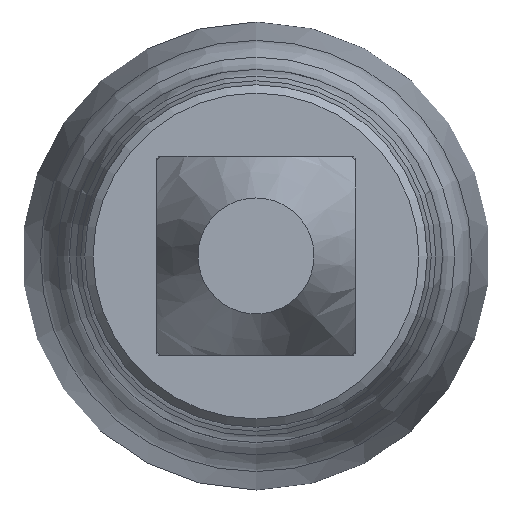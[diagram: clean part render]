
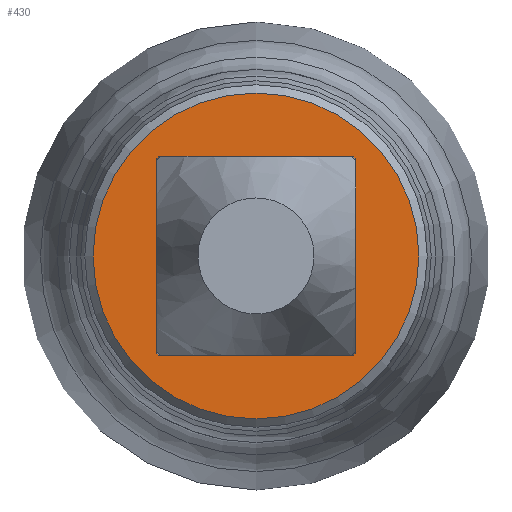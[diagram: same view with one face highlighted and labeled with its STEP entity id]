
A CAD part, left-side view. The second image highlights one B-rep face of the part: STEP entity #430.
In plain terms, the highlighted planar face has unit normal (-1, 0, 0).
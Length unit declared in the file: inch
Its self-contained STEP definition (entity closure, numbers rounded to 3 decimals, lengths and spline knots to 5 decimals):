
#7 = AXIS2_PLACEMENT_3D ( 'NONE', #120, #410, #777 ) ;
#65 = DIRECTION ( 'NONE',  ( 0., -1., 0. ) ) ;
#87 = DIRECTION ( 'NONE',  ( 0., 0., -1. ) ) ;
#88 = ORIENTED_EDGE ( 'NONE', *, *, #555, .F. ) ;
#90 = EDGE_LOOP ( 'NONE', ( #1092, #746, #419, #346, #88, #453, #340, #990 ) ) ;
#93 = DIRECTION ( 'NONE',  ( -1., 0., 0. ) ) ;
#104 = DIRECTION ( 'NONE',  ( 0., 1., 0. ) ) ;
#118 = AXIS2_PLACEMENT_3D ( 'NONE', #364, #548, #799 ) ;
#120 = CARTESIAN_POINT ( 'NONE',  ( 0., -0.01153, 0.01153 ) ) ;
#121 = CARTESIAN_POINT ( 'NONE',  ( 0., 0.01203, 0.01153 ) ) ;
#149 = LINE ( 'NONE', #913, #378 ) ;
#157 = CIRCLE ( 'NONE', #7, 0.0005 ) ;
#181 = FACE_OUTER_BOUND ( 'NONE', #1179, .T. ) ;
#218 = VERTEX_POINT ( 'NONE', #665 ) ;
#250 = CARTESIAN_POINT ( 'NONE',  ( 0., 0.01153, -0.01153 ) ) ;
#253 = CARTESIAN_POINT ( 'NONE',  ( 0., 0.01153, 0.01153 ) ) ;
#288 = CARTESIAN_POINT ( 'NONE',  ( 0., 0.018, 0. ) ) ;
#340 = ORIENTED_EDGE ( 'NONE', *, *, #417, .F. ) ;
#346 = ORIENTED_EDGE ( 'NONE', *, *, #1021, .F. ) ;
#364 = CARTESIAN_POINT ( 'NONE',  ( 0., 0., 0. ) ) ;
#370 = CARTESIAN_POINT ( 'NONE',  ( 0., -0.01153, -0.01153 ) ) ;
#377 = PLANE ( 'NONE',  #526 ) ;
#378 = VECTOR ( 'NONE', #65, 39.37008 ) ;
#394 = CIRCLE ( 'NONE', #899, 0.0005 ) ;
#410 = DIRECTION ( 'NONE',  ( -1., 0., 0. ) ) ;
#411 = CARTESIAN_POINT ( 'NONE',  ( 0., -0.01153, -0.01203 ) ) ;
#417 = EDGE_CURVE ( 'NONE', #1064, #962, #394, .T. ) ;
#419 = ORIENTED_EDGE ( 'NONE', *, *, #479, .F. ) ;
#430 = ADVANCED_FACE ( 'NONE', ( #181, #745 ), #377, .F. ) ;
#453 = ORIENTED_EDGE ( 'NONE', *, *, #840, .F. ) ;
#479 = EDGE_CURVE ( 'NONE', #540, #1039, #855, .T. ) ;
#487 = AXIS2_PLACEMENT_3D ( 'NONE', #253, #620, #1015 ) ;
#500 = CIRCLE ( 'NONE', #118, 0.01965 ) ;
#509 = LINE ( 'NONE', #528, #1027 ) ;
#526 = AXIS2_PLACEMENT_3D ( 'NONE', #288, #1029, #660 ) ;
#528 = CARTESIAN_POINT ( 'NONE',  ( 0., -0.01203, 0. ) ) ;
#532 = EDGE_CURVE ( 'NONE', #976, #1064, #149, .T. ) ;
#540 = VERTEX_POINT ( 'NONE', #624 ) ;
#548 = DIRECTION ( 'NONE',  ( -1., 0., 0. ) ) ;
#555 = EDGE_CURVE ( 'NONE', #218, #1055, #157, .T. ) ;
#579 = EDGE_CURVE ( 'NONE', #1073, #976, #1009, .T. ) ;
#593 = CARTESIAN_POINT ( 'NONE',  ( 0., 0.01203, -0.01153 ) ) ;
#612 = DIRECTION ( 'NONE',  ( 0., 0., -1. ) ) ;
#620 = DIRECTION ( 'NONE',  ( -1., 0., 0. ) ) ;
#624 = CARTESIAN_POINT ( 'NONE',  ( 0., 0.01153, 0.01203 ) ) ;
#646 = CARTESIAN_POINT ( 'NONE',  ( 0., 0.01203, 0. ) ) ;
#660 = DIRECTION ( 'NONE',  ( 0., 0., -1. ) ) ;
#665 = CARTESIAN_POINT ( 'NONE',  ( 0., -0.01203, 0.01153 ) ) ;
#669 = CARTESIAN_POINT ( 'NONE',  ( 0., -0.01153, 0.01203 ) ) ;
#676 = EDGE_CURVE ( 'NONE', #1222, #1222, #500, .T. ) ;
#682 = DIRECTION ( 'NONE',  ( 0., 0., 1. ) ) ;
#702 = ORIENTED_EDGE ( 'NONE', *, *, #676, .T. ) ;
#705 = DIRECTION ( 'NONE',  ( -1., 0., 0. ) ) ;
#722 = CARTESIAN_POINT ( 'NONE',  ( 0., 0.01153, -0.01203 ) ) ;
#730 = VECTOR ( 'NONE', #1014, 39.37008 ) ;
#741 = LINE ( 'NONE', #646, #730 ) ;
#744 = LINE ( 'NONE', #1052, #886 ) ;
#745 = FACE_BOUND ( 'NONE', #90, .T. ) ;
#746 = ORIENTED_EDGE ( 'NONE', *, *, #748, .F. ) ;
#748 = EDGE_CURVE ( 'NONE', #1039, #1073, #741, .T. ) ;
#777 = DIRECTION ( 'NONE',  ( 0., 0., -1. ) ) ;
#799 = DIRECTION ( 'NONE',  ( 0., 0., 1. ) ) ;
#840 = EDGE_CURVE ( 'NONE', #962, #218, #509, .T. ) ;
#855 = CIRCLE ( 'NONE', #487, 0.0005 ) ;
#886 = VECTOR ( 'NONE', #104, 39.37008 ) ;
#899 = AXIS2_PLACEMENT_3D ( 'NONE', #370, #93, #87 ) ;
#913 = CARTESIAN_POINT ( 'NONE',  ( 0., 0.018, -0.01203 ) ) ;
#962 = VERTEX_POINT ( 'NONE', #1001 ) ;
#976 = VERTEX_POINT ( 'NONE', #722 ) ;
#990 = ORIENTED_EDGE ( 'NONE', *, *, #532, .F. ) ;
#1001 = CARTESIAN_POINT ( 'NONE',  ( 0., -0.01203, -0.01153 ) ) ;
#1009 = CIRCLE ( 'NONE', #1120, 0.0005 ) ;
#1014 = DIRECTION ( 'NONE',  ( 0., 0., -1. ) ) ;
#1015 = DIRECTION ( 'NONE',  ( 0., 0., -1. ) ) ;
#1021 = EDGE_CURVE ( 'NONE', #1055, #540, #744, .T. ) ;
#1027 = VECTOR ( 'NONE', #682, 39.37008 ) ;
#1029 = DIRECTION ( 'NONE',  ( 1., 0., 0. ) ) ;
#1039 = VERTEX_POINT ( 'NONE', #121 ) ;
#1045 = CARTESIAN_POINT ( 'NONE',  ( 0., 0., 0.01965 ) ) ;
#1052 = CARTESIAN_POINT ( 'NONE',  ( 0., 0.018, 0.01203 ) ) ;
#1055 = VERTEX_POINT ( 'NONE', #669 ) ;
#1064 = VERTEX_POINT ( 'NONE', #411 ) ;
#1073 = VERTEX_POINT ( 'NONE', #593 ) ;
#1092 = ORIENTED_EDGE ( 'NONE', *, *, #579, .F. ) ;
#1120 = AXIS2_PLACEMENT_3D ( 'NONE', #250, #705, #612 ) ;
#1179 = EDGE_LOOP ( 'NONE', ( #702 ) ) ;
#1222 = VERTEX_POINT ( 'NONE', #1045 ) ;
